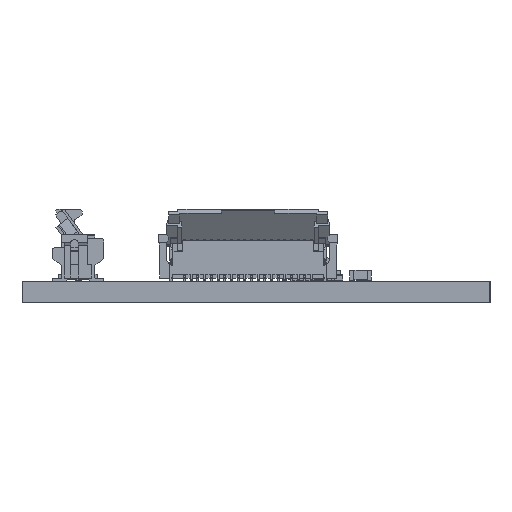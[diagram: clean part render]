
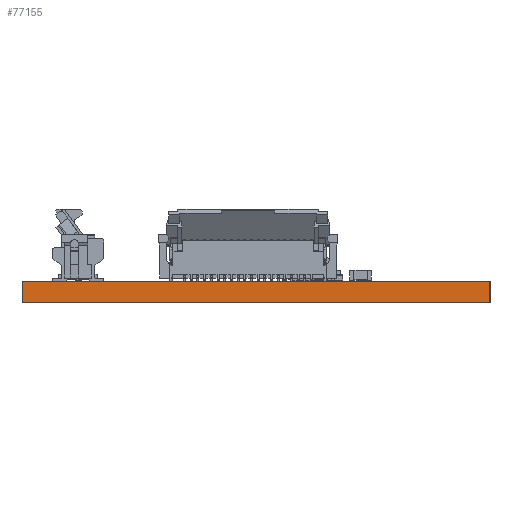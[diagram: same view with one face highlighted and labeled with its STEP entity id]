
A CAD part, left-side view. The second image highlights one B-rep face of the part: STEP entity #77155.
In plain terms, the highlighted planar face has unit normal (-1, 0, 0).
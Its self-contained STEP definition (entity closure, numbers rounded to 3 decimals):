
#76396 = EDGE_CURVE('',#76397,#76399,#76401,.T.);
#76397 = VERTEX_POINT('',#76398);
#76398 = CARTESIAN_POINT('',(-19.,17.5,0.));
#76399 = VERTEX_POINT('',#76400);
#76400 = CARTESIAN_POINT('',(-19.,17.5,1.6));
#76401 = SURFACE_CURVE('',#76402,(#76406,#76418),.PCURVE_S1.);
#76402 = LINE('',#76403,#76404);
#76403 = CARTESIAN_POINT('',(-19.,17.5,0.));
#76404 = VECTOR('',#76405,1.);
#76405 = DIRECTION('',(0.,0.,1.));
#76406 = PCURVE('',#76407,#76412);
#76407 = PLANE('',#76408);
#76408 = AXIS2_PLACEMENT_3D('',#76409,#76410,#76411);
#76409 = CARTESIAN_POINT('',(-19.,17.5,0.));
#76410 = DIRECTION('',(0.,1.,0.));
#76411 = DIRECTION('',(1.,0.,0.));
#76412 = DEFINITIONAL_REPRESENTATION('',(#76413),#76417);
#76413 = LINE('',#76414,#76415);
#76414 = CARTESIAN_POINT('',(0.,0.));
#76415 = VECTOR('',#76416,1.);
#76416 = DIRECTION('',(0.,-1.));
#76417 = ( GEOMETRIC_REPRESENTATION_CONTEXT(2) 
PARAMETRIC_REPRESENTATION_CONTEXT() REPRESENTATION_CONTEXT('2D SPACE',''
  ) );
#76418 = PCURVE('',#76419,#76424);
#76419 = PLANE('',#76420);
#76420 = AXIS2_PLACEMENT_3D('',#76421,#76422,#76423);
#76421 = CARTESIAN_POINT('',(-19.,-17.5,0.));
#76422 = DIRECTION('',(-1.,0.,0.));
#76423 = DIRECTION('',(0.,1.,0.));
#76424 = DEFINITIONAL_REPRESENTATION('',(#76425),#76429);
#76425 = LINE('',#76426,#76427);
#76426 = CARTESIAN_POINT('',(35.,0.));
#76427 = VECTOR('',#76428,1.);
#76428 = DIRECTION('',(0.,-1.));
#76429 = ( GEOMETRIC_REPRESENTATION_CONTEXT(2) 
PARAMETRIC_REPRESENTATION_CONTEXT() REPRESENTATION_CONTEXT('2D SPACE',''
  ) );
#76447 = PLANE('',#76448);
#76448 = AXIS2_PLACEMENT_3D('',#76449,#76450,#76451);
#76449 = CARTESIAN_POINT('',(0.,0.295,1.6));
#76450 = DIRECTION('',(-0.,-0.,-1.));
#76451 = DIRECTION('',(-1.,0.,0.));
#76501 = PLANE('',#76502);
#76502 = AXIS2_PLACEMENT_3D('',#76503,#76504,#76505);
#76503 = CARTESIAN_POINT('',(0.,0.295,0.));
#76504 = DIRECTION('',(-0.,-0.,-1.));
#76505 = DIRECTION('',(-1.,0.,0.));
#77020 = PLANE('',#77021);
#77021 = AXIS2_PLACEMENT_3D('',#77022,#77023,#77024);
#77022 = CARTESIAN_POINT('',(-17.,-17.5,0.));
#77023 = DIRECTION('',(0.,-1.,0.));
#77024 = DIRECTION('',(-1.,0.,0.));
#77090 = VERTEX_POINT('',#77091);
#77091 = CARTESIAN_POINT('',(-19.,-17.5,1.6));
#77112 = EDGE_CURVE('',#77113,#77090,#77115,.T.);
#77113 = VERTEX_POINT('',#77114);
#77114 = CARTESIAN_POINT('',(-19.,-17.5,0.));
#77115 = SURFACE_CURVE('',#77116,(#77120,#77127),.PCURVE_S1.);
#77116 = LINE('',#77117,#77118);
#77117 = CARTESIAN_POINT('',(-19.,-17.5,0.));
#77118 = VECTOR('',#77119,1.);
#77119 = DIRECTION('',(0.,0.,1.));
#77120 = PCURVE('',#77020,#77121);
#77121 = DEFINITIONAL_REPRESENTATION('',(#77122),#77126);
#77122 = LINE('',#77123,#77124);
#77123 = CARTESIAN_POINT('',(2.,0.));
#77124 = VECTOR('',#77125,1.);
#77125 = DIRECTION('',(0.,-1.));
#77126 = ( GEOMETRIC_REPRESENTATION_CONTEXT(2) 
PARAMETRIC_REPRESENTATION_CONTEXT() REPRESENTATION_CONTEXT('2D SPACE',''
  ) );
#77127 = PCURVE('',#76419,#77128);
#77128 = DEFINITIONAL_REPRESENTATION('',(#77129),#77133);
#77129 = LINE('',#77130,#77131);
#77130 = CARTESIAN_POINT('',(0.,0.));
#77131 = VECTOR('',#77132,1.);
#77132 = DIRECTION('',(0.,-1.));
#77133 = ( GEOMETRIC_REPRESENTATION_CONTEXT(2) 
PARAMETRIC_REPRESENTATION_CONTEXT() REPRESENTATION_CONTEXT('2D SPACE',''
  ) );
#77155 = ADVANCED_FACE('',(#77156),#76419,.T.);
#77156 = FACE_BOUND('',#77157,.T.);
#77157 = EDGE_LOOP('',(#77158,#77159,#77180,#77181));
#77158 = ORIENTED_EDGE('',*,*,#77112,.T.);
#77159 = ORIENTED_EDGE('',*,*,#77160,.T.);
#77160 = EDGE_CURVE('',#77090,#76399,#77161,.T.);
#77161 = SURFACE_CURVE('',#77162,(#77166,#77173),.PCURVE_S1.);
#77162 = LINE('',#77163,#77164);
#77163 = CARTESIAN_POINT('',(-19.,-17.5,1.6));
#77164 = VECTOR('',#77165,1.);
#77165 = DIRECTION('',(0.,1.,0.));
#77166 = PCURVE('',#76419,#77167);
#77167 = DEFINITIONAL_REPRESENTATION('',(#77168),#77172);
#77168 = LINE('',#77169,#77170);
#77169 = CARTESIAN_POINT('',(0.,-1.6));
#77170 = VECTOR('',#77171,1.);
#77171 = DIRECTION('',(1.,0.));
#77172 = ( GEOMETRIC_REPRESENTATION_CONTEXT(2) 
PARAMETRIC_REPRESENTATION_CONTEXT() REPRESENTATION_CONTEXT('2D SPACE',''
  ) );
#77173 = PCURVE('',#76447,#77174);
#77174 = DEFINITIONAL_REPRESENTATION('',(#77175),#77179);
#77175 = LINE('',#77176,#77177);
#77176 = CARTESIAN_POINT('',(19.,-17.795));
#77177 = VECTOR('',#77178,1.);
#77178 = DIRECTION('',(0.,1.));
#77179 = ( GEOMETRIC_REPRESENTATION_CONTEXT(2) 
PARAMETRIC_REPRESENTATION_CONTEXT() REPRESENTATION_CONTEXT('2D SPACE',''
  ) );
#77180 = ORIENTED_EDGE('',*,*,#76396,.F.);
#77181 = ORIENTED_EDGE('',*,*,#77182,.F.);
#77182 = EDGE_CURVE('',#77113,#76397,#77183,.T.);
#77183 = SURFACE_CURVE('',#77184,(#77188,#77195),.PCURVE_S1.);
#77184 = LINE('',#77185,#77186);
#77185 = CARTESIAN_POINT('',(-19.,-17.5,0.));
#77186 = VECTOR('',#77187,1.);
#77187 = DIRECTION('',(0.,1.,0.));
#77188 = PCURVE('',#76419,#77189);
#77189 = DEFINITIONAL_REPRESENTATION('',(#77190),#77194);
#77190 = LINE('',#77191,#77192);
#77191 = CARTESIAN_POINT('',(0.,0.));
#77192 = VECTOR('',#77193,1.);
#77193 = DIRECTION('',(1.,0.));
#77194 = ( GEOMETRIC_REPRESENTATION_CONTEXT(2) 
PARAMETRIC_REPRESENTATION_CONTEXT() REPRESENTATION_CONTEXT('2D SPACE',''
  ) );
#77195 = PCURVE('',#76501,#77196);
#77196 = DEFINITIONAL_REPRESENTATION('',(#77197),#77201);
#77197 = LINE('',#77198,#77199);
#77198 = CARTESIAN_POINT('',(19.,-17.795));
#77199 = VECTOR('',#77200,1.);
#77200 = DIRECTION('',(0.,1.));
#77201 = ( GEOMETRIC_REPRESENTATION_CONTEXT(2) 
PARAMETRIC_REPRESENTATION_CONTEXT() REPRESENTATION_CONTEXT('2D SPACE',''
  ) );
